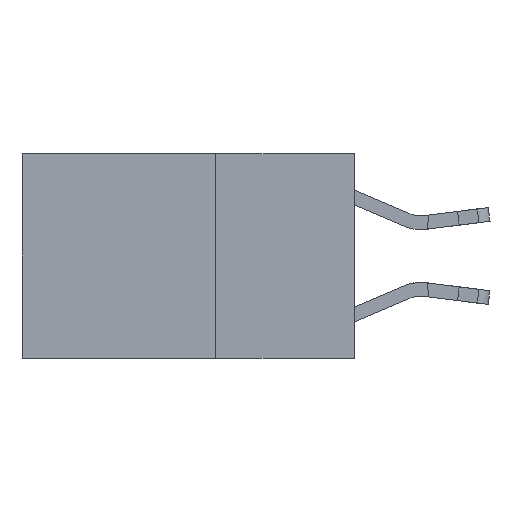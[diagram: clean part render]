
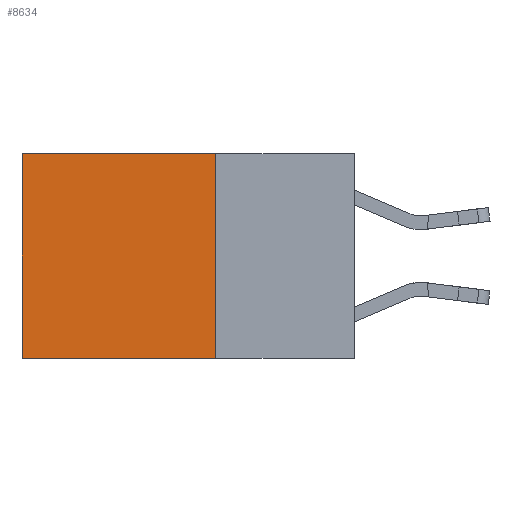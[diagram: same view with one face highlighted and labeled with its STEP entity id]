
A CAD part, left-side view. The second image highlights one B-rep face of the part: STEP entity #8634.
In plain terms, the highlighted planar face has unit normal (-1, 0, 0).
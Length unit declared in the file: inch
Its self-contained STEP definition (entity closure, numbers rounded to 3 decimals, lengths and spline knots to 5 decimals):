
#21 = EDGE_CURVE ( 'NONE', #10108, #10780, #21236, .T. ) ;
#574 = AXIS2_PLACEMENT_3D ( 'NONE', #793, #15228, #4508 ) ;
#793 = CARTESIAN_POINT ( 'NONE',  ( 0.2625, 0.25, 0. ) ) ;
#1261 = LINE ( 'NONE', #21060, #5001 ) ;
#1859 = CARTESIAN_POINT ( 'NONE',  ( 0.2625, 0.25, 0. ) ) ;
#2626 = LINE ( 'NONE', #3316, #20004 ) ;
#2859 = VECTOR ( 'NONE', #5044, 39.37008 ) ;
#3316 = CARTESIAN_POINT ( 'NONE',  ( 0.2625, 0.25, 0. ) ) ;
#4508 = DIRECTION ( 'NONE',  ( 0., 0., -1. ) ) ;
#5001 = VECTOR ( 'NONE', #8617, 39.37008 ) ;
#5044 = DIRECTION ( 'NONE',  ( 0., 1., 0. ) ) ;
#7106 = ORIENTED_EDGE ( 'NONE', *, *, #21251, .T. ) ;
#7848 = CARTESIAN_POINT ( 'NONE',  ( 0.2625, 0.6, -0.37 ) ) ;
#7850 = VERTEX_POINT ( 'NONE', #7848 ) ;
#8617 = DIRECTION ( 'NONE',  ( 0., 0., -1. ) ) ;
#8634 = ADVANCED_FACE ( 'NONE', ( #21526 ), #11645, .F. ) ;
#9382 = VERTEX_POINT ( 'NONE', #19436 ) ;
#10108 = VERTEX_POINT ( 'NONE', #1859 ) ;
#10437 = CARTESIAN_POINT ( 'NONE',  ( 0.2625, 0.25, 0. ) ) ;
#10780 = VERTEX_POINT ( 'NONE', #16203 ) ;
#11645 = PLANE ( 'NONE',  #574 ) ;
#11783 = VECTOR ( 'NONE', #15792, 39.37008 ) ;
#12471 = LINE ( 'NONE', #15750, #2859 ) ;
#12561 = ORIENTED_EDGE ( 'NONE', *, *, #16755, .T. ) ;
#15228 = DIRECTION ( 'NONE',  ( 1., 0., 0. ) ) ;
#15750 = CARTESIAN_POINT ( 'NONE',  ( 0.2625, 0.25, -0.37 ) ) ;
#15792 = DIRECTION ( 'NONE',  ( 0., 0., -1. ) ) ;
#16203 = CARTESIAN_POINT ( 'NONE',  ( 0.2625, 0.25, -0.37 ) ) ;
#16319 = EDGE_LOOP ( 'NONE', ( #7106, #17952, #17386, #12561 ) ) ;
#16755 = EDGE_CURVE ( 'NONE', #10108, #9382, #2626, .T. ) ;
#17386 = ORIENTED_EDGE ( 'NONE', *, *, #21, .F. ) ;
#17891 = EDGE_CURVE ( 'NONE', #10780, #7850, #12471, .T. ) ;
#17952 = ORIENTED_EDGE ( 'NONE', *, *, #17891, .F. ) ;
#19436 = CARTESIAN_POINT ( 'NONE',  ( 0.2625, 0.6, 0. ) ) ;
#20004 = VECTOR ( 'NONE', #22986, 39.37008 ) ;
#21060 = CARTESIAN_POINT ( 'NONE',  ( 0.2625, 0.6, 0. ) ) ;
#21236 = LINE ( 'NONE', #10437, #11783 ) ;
#21251 = EDGE_CURVE ( 'NONE', #9382, #7850, #1261, .T. ) ;
#21526 = FACE_OUTER_BOUND ( 'NONE', #16319, .T. ) ;
#22986 = DIRECTION ( 'NONE',  ( 0., 1., 0. ) ) ;
